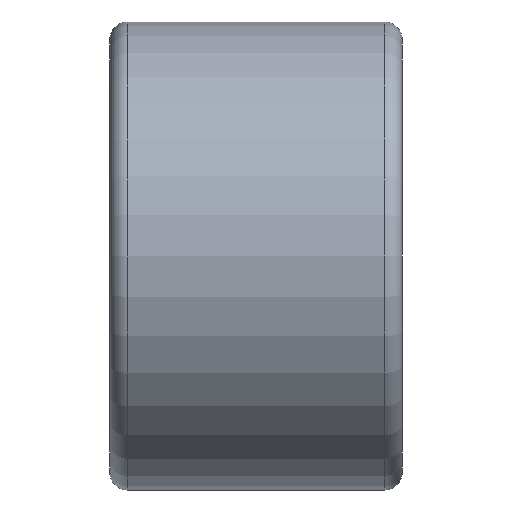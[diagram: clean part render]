
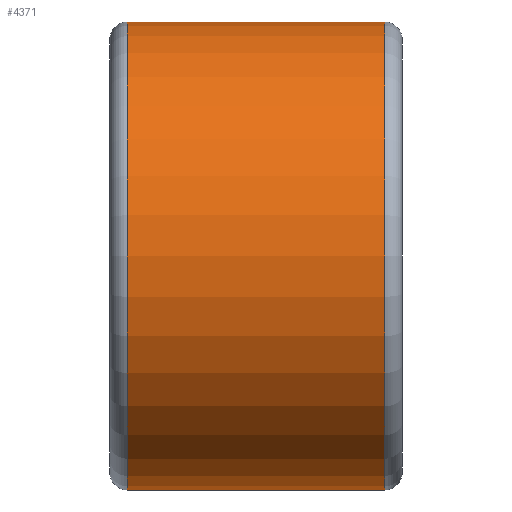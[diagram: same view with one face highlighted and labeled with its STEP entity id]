
A CAD part, front view. The second image highlights one B-rep face of the part: STEP entity #4371.
In plain terms, the highlighted cylindrical face has radius 40 mm (diameter 80 mm), a partial arc.
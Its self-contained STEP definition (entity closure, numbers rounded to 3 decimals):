
#316 = ORIENTED_EDGE ( 'NONE', *, *, #1006, .F. ) ;
#476 = DIRECTION ( 'NONE',  ( -1., 0., 0. ) ) ;
#533 = CARTESIAN_POINT ( 'NONE',  ( 0., 0., -40. ) ) ;
#722 = CARTESIAN_POINT ( 'NONE',  ( 3., 0., -40. ) ) ;
#907 = FACE_OUTER_BOUND ( 'NONE', #4532, .T. ) ;
#1006 = EDGE_CURVE ( 'NONE', #3621, #2779, #1769, .T. ) ;
#1089 = CARTESIAN_POINT ( 'NONE',  ( 47., 0., -40. ) ) ;
#1148 = ORIENTED_EDGE ( 'NONE', *, *, #2686, .T. ) ;
#1350 = CARTESIAN_POINT ( 'NONE',  ( 0., 0., 40. ) ) ;
#1500 = DIRECTION ( 'NONE',  ( -1., 0., 0. ) ) ;
#1602 = VECTOR ( 'NONE', #4091, 1000. ) ;
#1691 = CARTESIAN_POINT ( 'NONE',  ( 3., 0., 0. ) ) ;
#1698 = ORIENTED_EDGE ( 'NONE', *, *, #2017, .T. ) ;
#1730 = VERTEX_POINT ( 'NONE', #3877 ) ;
#1769 = LINE ( 'NONE', #533, #4807 ) ;
#1831 = AXIS2_PLACEMENT_3D ( 'NONE', #1691, #4441, #2077 ) ;
#2017 = EDGE_CURVE ( 'NONE', #1730, #3837, #4068, .T. ) ;
#2077 = DIRECTION ( 'NONE',  ( 0., 0., -1. ) ) ;
#2118 = DIRECTION ( 'NONE',  ( -1., 0., 0. ) ) ;
#2216 = AXIS2_PLACEMENT_3D ( 'NONE', #3477, #1500, #5056 ) ;
#2366 = CYLINDRICAL_SURFACE ( 'NONE', #4460, 40. ) ;
#2686 = EDGE_CURVE ( 'NONE', #3621, #1730, #3239, .T. ) ;
#2779 = VERTEX_POINT ( 'NONE', #722 ) ;
#3102 = CIRCLE ( 'NONE', #1831, 40. ) ;
#3193 = CARTESIAN_POINT ( 'NONE',  ( 3., 0., 40. ) ) ;
#3239 = CIRCLE ( 'NONE', #2216, 40. ) ;
#3477 = CARTESIAN_POINT ( 'NONE',  ( 47., 0., 0. ) ) ;
#3621 = VERTEX_POINT ( 'NONE', #1089 ) ;
#3678 = CARTESIAN_POINT ( 'NONE',  ( 0., 0., 0. ) ) ;
#3700 = DIRECTION ( 'NONE',  ( 0., 0., 1. ) ) ;
#3837 = VERTEX_POINT ( 'NONE', #3193 ) ;
#3877 = CARTESIAN_POINT ( 'NONE',  ( 47., 0., 40. ) ) ;
#4068 = LINE ( 'NONE', #1350, #1602 ) ;
#4091 = DIRECTION ( 'NONE',  ( -1., 0., 0. ) ) ;
#4254 = EDGE_CURVE ( 'NONE', #3837, #2779, #3102, .T. ) ;
#4312 = ORIENTED_EDGE ( 'NONE', *, *, #4254, .T. ) ;
#4371 = ADVANCED_FACE ( 'NONE', ( #907 ), #2366, .T. ) ;
#4441 = DIRECTION ( 'NONE',  ( 1., 0., 0. ) ) ;
#4460 = AXIS2_PLACEMENT_3D ( 'NONE', #3678, #2118, #3700 ) ;
#4532 = EDGE_LOOP ( 'NONE', ( #316, #1148, #1698, #4312 ) ) ;
#4807 = VECTOR ( 'NONE', #476, 1000. ) ;
#5056 = DIRECTION ( 'NONE',  ( 0., 0., 1. ) ) ;
